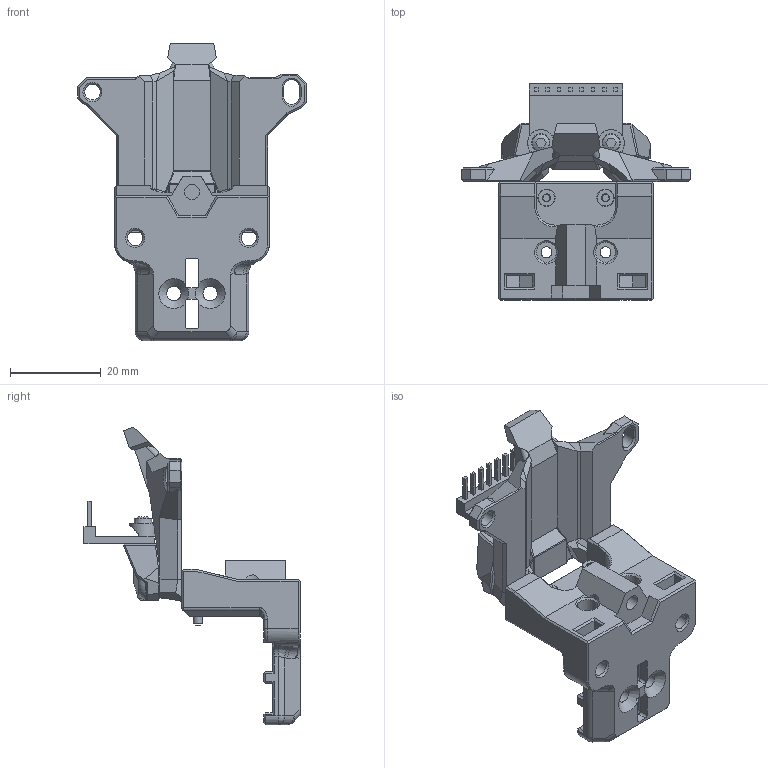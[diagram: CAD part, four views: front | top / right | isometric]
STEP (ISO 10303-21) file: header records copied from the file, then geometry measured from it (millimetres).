
FILE_DESCRIPTION(/* description */ (''),/* implementation_level */ '2;1');
FILE_NAME(/* name */ 'MiniSB_adxl_mount_generic_15.5mm_c_c.step',/* time_stamp */ '2023-01-03T09:58:56-06:00',/* author */ (''),/* organization */ (''),/* preprocessor_version */ 'ST-DEVELOPER v19.2',/* originating_system */ 'Autodesk Translation Framework v11.17.0.187',/* authorisation */ '');
FILE_SCHEMA (('AUTOMOTIVE_DESIGN { 1 0 10303 214 3 1 1 }'));
Length unit declared in the file: millimetre
Products named in the file (21): ADXL_Mounts_Final; MiniSB_ADXL.step; MiniSB_adxl_mount_generic_15.5mm_c_c; MiniSB_adxl_mount_generic_15.5mm_c_c (1); asxl345_sensor_generic:1; Screws+Standoff (1); DIN EN ISO 7049 - ST2.2 x 6.5 - F - Z:1 (1); DIN EN ISO 7049 - ST2.2 x 6.5 - F - Z:2 (1); adxl_screw_spacer:1 (3); adxl_screw_spacer:2 (3); M3x12 BHCS (1); V0.2_Master_Assembly_v13.step; Gantry:1; Mini Stealthburner v2:1; Printed Parts:1; X Carriage:1; Strain Relief Plate:1; Hardware:1; Screws:1; M2x6 SHCS:2; M2x6 SHCS:3
Assembly tree (20 placements, depth 7):
  ADXL_Mounts_Final
    MiniSB_ADXL.step
      MiniSB_adxl_mount_generic_15.5mm_c_c
        MiniSB_adxl_mount_generic_15.5mm_c_c (1)
        asxl345_sensor_generic:1
        Screws+Standoff (1)
          DIN EN ISO 7049 - ST2.2 x 6.5 - F - Z:1 (1)
          DIN EN ISO 7049 - ST2.2 x 6.5 - F - Z:2 (1)
          adxl_screw_spacer:1 (3)
          adxl_screw_spacer:2 (3)
        M3x12 BHCS (1)
    V0.2_Master_Assembly_v13.step
      Gantry:1
        Mini Stealthburner v2:1
          Printed Parts:1
            X Carriage:1
            Strain Relief Plate:1
          Hardware:1
            Screws:1
              M2x6 SHCS:2
              M2x6 SHCS:3
Bounding box: 50.34 x 47.57 x 65.52 mm (x, y, z)
Volume: 16469.5 mm3; surface area: 11992 mm2
Topology: 12 solids, 12 shells, 747 faces, 1881 edges, 1169 vertices
Faces by surface type: plane 508, cylinder 114, cone 64, bspline 31, sphere 16, torus 14
Full cylindrical faces by diameter (mm): 0.8 x8, 1.8 x2, 2 x2, 2.2 x2, 2.3 x2, 2.4 x4, 3 x4, 3.2 x4, 3.4 x8, 3.8 x2, 4.4 x2, 4.7 x2, 5.7 x2
Entity records: 24318 total; most frequent: CARTESIAN_POINT 5853, ORIENTED_EDGE 3738, DIRECTION 3684, EDGE_CURVE 1869, LINE 1350, VECTOR 1350, VERTEX_POINT 1169, AXIS2_PLACEMENT_3D 1167
